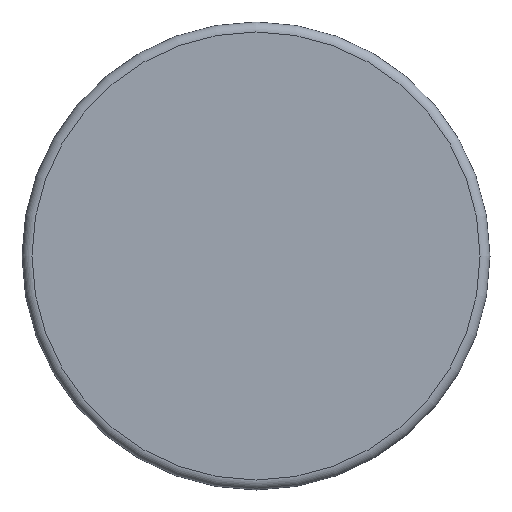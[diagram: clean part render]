
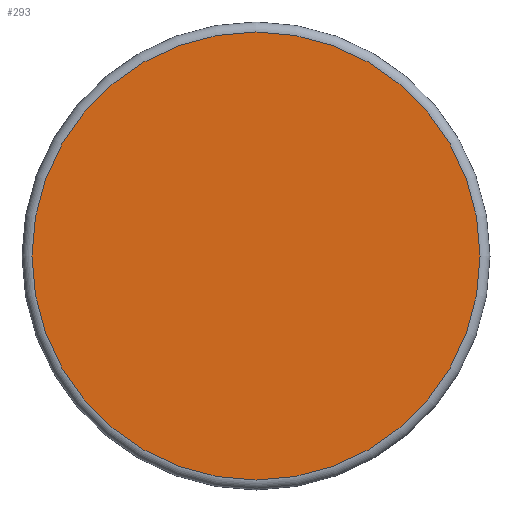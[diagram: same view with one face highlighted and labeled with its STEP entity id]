
A CAD part, front view. The second image highlights one B-rep face of the part: STEP entity #293.
In plain terms, the highlighted planar face has unit normal (0, -1, 0).
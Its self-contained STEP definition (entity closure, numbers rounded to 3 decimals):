
#58=PLANE('',#353);
#74=FACE_OUTER_BOUND('',#92,.T.);
#92=EDGE_LOOP('',(#271,#272));
#114=CIRCLE('',#350,22.5);
#115=CIRCLE('',#351,22.5);
#148=VERTEX_POINT('',#538);
#149=VERTEX_POINT('',#539);
#188=EDGE_CURVE('',#148,#149,#114,.T.);
#189=EDGE_CURVE('',#149,#148,#115,.T.);
#271=ORIENTED_EDGE('',*,*,#188,.T.);
#272=ORIENTED_EDGE('',*,*,#189,.T.);
#293=ADVANCED_FACE('',(#74),#58,.T.);
#350=AXIS2_PLACEMENT_3D('',#540,#441,#442);
#351=AXIS2_PLACEMENT_3D('',#541,#443,#444);
#353=AXIS2_PLACEMENT_3D('',#543,#447,#448);
#441=DIRECTION('center_axis',(0.,-1.,0.));
#442=DIRECTION('ref_axis',(-1.,0.,0.));
#443=DIRECTION('center_axis',(0.,-1.,0.));
#444=DIRECTION('ref_axis',(-1.,0.,0.));
#447=DIRECTION('center_axis',(0.,-1.,0.));
#448=DIRECTION('ref_axis',(0.,0.,-1.));
#538=CARTESIAN_POINT('',(-22.5,0.,0.));
#539=CARTESIAN_POINT('',(0.,0.,22.5));
#540=CARTESIAN_POINT('Origin',(0.,0.,0.));
#541=CARTESIAN_POINT('Origin',(0.,0.,0.));
#543=CARTESIAN_POINT('Origin',(-11.25,0.,0.));
